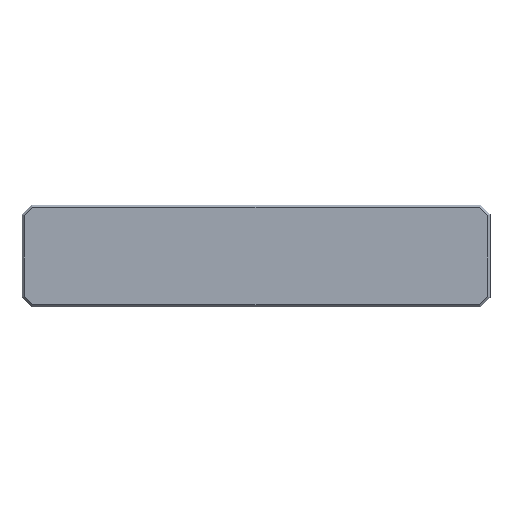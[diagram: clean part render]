
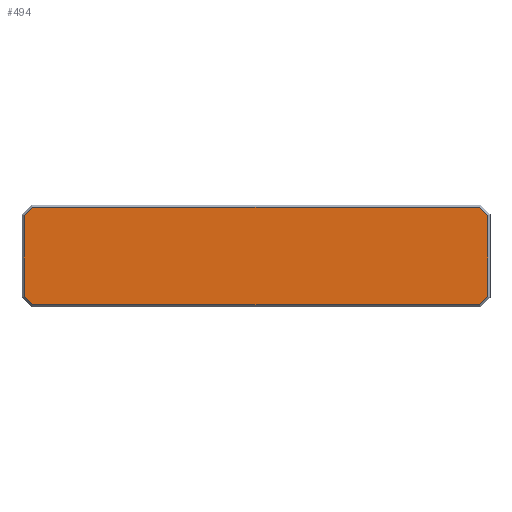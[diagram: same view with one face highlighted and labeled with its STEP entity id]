
A CAD part, top view. The second image highlights one B-rep face of the part: STEP entity #494.
In plain terms, the highlighted planar face has unit normal (0, 0, 1).
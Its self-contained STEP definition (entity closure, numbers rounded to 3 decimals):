
#48=FACE_OUTER_BOUND('',#83,.T.);
#83=EDGE_LOOP('',(#371,#372,#373,#374,#375,#376,#377,#378));
#107=LINE('',#726,#163);
#111=LINE('',#734,#167);
#114=LINE('',#740,#170);
#117=LINE('',#746,#173);
#120=LINE('',#752,#176);
#124=LINE('',#760,#180);
#127=LINE('',#766,#183);
#130=LINE('',#770,#186);
#163=VECTOR('',#582,10.);
#167=VECTOR('',#588,10.);
#170=VECTOR('',#593,10.);
#173=VECTOR('',#598,10.);
#176=VECTOR('',#603,10.);
#180=VECTOR('',#609,10.);
#183=VECTOR('',#614,10.);
#186=VECTOR('',#619,10.);
#219=VERTEX_POINT('',#724);
#220=VERTEX_POINT('',#725);
#223=VERTEX_POINT('',#733);
#225=VERTEX_POINT('',#739);
#227=VERTEX_POINT('',#745);
#229=VERTEX_POINT('',#751);
#232=VERTEX_POINT('',#759);
#234=VERTEX_POINT('',#765);
#259=EDGE_CURVE('',#219,#220,#107,.T.);
#263=EDGE_CURVE('',#220,#223,#111,.T.);
#266=EDGE_CURVE('',#223,#225,#114,.T.);
#269=EDGE_CURVE('',#225,#227,#117,.T.);
#272=EDGE_CURVE('',#227,#229,#120,.T.);
#276=EDGE_CURVE('',#229,#232,#124,.T.);
#279=EDGE_CURVE('',#232,#234,#127,.T.);
#282=EDGE_CURVE('',#234,#219,#130,.T.);
#371=ORIENTED_EDGE('',*,*,#259,.F.);
#372=ORIENTED_EDGE('',*,*,#282,.F.);
#373=ORIENTED_EDGE('',*,*,#279,.F.);
#374=ORIENTED_EDGE('',*,*,#276,.F.);
#375=ORIENTED_EDGE('',*,*,#272,.F.);
#376=ORIENTED_EDGE('',*,*,#269,.F.);
#377=ORIENTED_EDGE('',*,*,#266,.F.);
#378=ORIENTED_EDGE('',*,*,#263,.F.);
#463=PLANE('',#547);
#494=ADVANCED_FACE('',(#48),#463,.T.);
#547=AXIS2_PLACEMENT_3D('',#789,#637,#638);
#582=DIRECTION('',(1.,0.,0.));
#588=DIRECTION('',(0.707,-0.707,0.));
#593=DIRECTION('',(0.,-1.,0.));
#598=DIRECTION('',(-0.707,-0.707,0.));
#603=DIRECTION('',(-1.,0.,0.));
#609=DIRECTION('',(-0.707,0.707,0.));
#614=DIRECTION('',(0.,1.,0.));
#619=DIRECTION('',(0.707,0.707,0.));
#637=DIRECTION('center_axis',(0.,0.,1.));
#638=DIRECTION('ref_axis',(1.,0.,0.));
#724=CARTESIAN_POINT('',(117.742,-5.881,7.5));
#725=CARTESIAN_POINT('',(172.771,-5.881,7.5));
#726=CARTESIAN_POINT('',(159.169,-5.881,7.5));
#733=CARTESIAN_POINT('',(173.831,-6.942,7.5));
#734=CARTESIAN_POINT('',(168.038,-1.149,7.5));
#739=CARTESIAN_POINT('',(173.831,-16.871,7.5));
#740=CARTESIAN_POINT('',(173.831,-14.544,7.5));
#745=CARTESIAN_POINT('',(172.771,-17.931,7.5));
#746=CARTESIAN_POINT('',(167.288,-23.413,7.5));
#751=CARTESIAN_POINT('',(117.742,-17.931,7.5));
#752=CARTESIAN_POINT('',(131.344,-17.931,7.5));
#759=CARTESIAN_POINT('',(116.681,-16.871,7.5));
#760=CARTESIAN_POINT('',(122.474,-22.663,7.5));
#765=CARTESIAN_POINT('',(116.681,-6.942,7.5));
#766=CARTESIAN_POINT('',(116.681,-9.269,7.5));
#770=CARTESIAN_POINT('',(123.224,-0.399,7.5));
#789=CARTESIAN_POINT('Origin',(145.256,-11.906,7.5));
